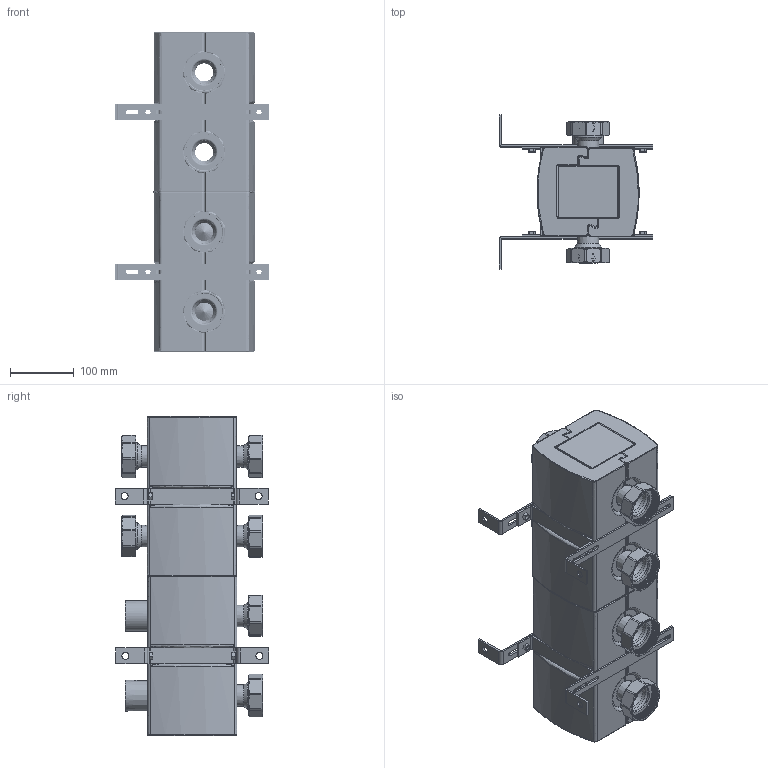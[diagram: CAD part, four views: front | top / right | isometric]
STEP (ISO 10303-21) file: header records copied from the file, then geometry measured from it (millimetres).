
FILE_DESCRIPTION(/* description */ ('Manifolder DN25 2+1 Schweißkonstruktion ohne Laserung'),/* implementation_level */ '2;1');
FILE_NAME(/* name */ 'DIXS.2.036.070.005_76.stp',/* time_stamp */ '2019-06-27T10:48:13+02:00',/* author */ ('F.Mueller'),/* organization */ (''),/* preprocessor_version */ 'ST-DEVELOPER v17',/* originating_system */ 'Autodesk Inventor 2019',/* authorisation */ '');
FILE_SCHEMA (('AUTOMOTIVE_DESIGN { 1 0 10303 214 3 1 1 }'));
Length unit declared in the file: millimetre
Products named in the file (20): DIXS.2.036.070.005_76; DI.2.036.070.005_10; DIXS.2.036.070.005_14; DIXS.2.036.070.005_14_1; DI.2.036.070.005_3; DI.2.036.070.005_59; DI.2.036.070.005_59_1; DI.2.036.070.005_79; DI.2.036.070.005_81; DIXS.2.036.070.005_15; DIXS.2.036.070.005_15_1; DI.2.036.070.005_2; DI.2.036.070.005_59_2; DI.1.002.050.022; DIX.2.041.036.002_3; DI.2.041.036.002_1; DI.2.041.036.002_2; DI.2.036.070.005_53; DI.2.036.070.005_52; DI.1.009.032.055
Assembly tree (42 placements, depth 3):
  DIXS.2.036.070.005_76
    DI.2.036.070.005_59  x2
    DI.2.036.070.005_10  x2
    DIXS.2.036.070.005_14
      DIXS.2.036.070.005_14_1
      DI.2.036.070.005_3
      DI.2.036.070.005_59_2
      DI.2.036.070.005_59
      DI.1.002.050.022  x2
      DI.2.036.070.005_59_1
      DI.2.036.070.005_81  x2
      DI.2.036.070.005_79
    DIXS.2.036.070.005_15
      DIXS.2.036.070.005_15_1
      DI.2.036.070.005_2
      DI.2.036.070.005_59_2  x2
      DI.1.002.050.022  x2
    DI.1.002.050.022  x2
    DI.2.036.070.005_52  x4
    DI.2.036.070.005_53  x2
    DIX.2.041.036.002_3  x2
      DI.2.041.036.002_1
      DI.2.041.036.002_2
    DI.1.009.032.055  x6
Bounding box: 240 x 241 x 500 mm (x, y, z)
Volume: 8120273.3 mm3; surface area: 1360604.3 mm2
Topology: 48 solids, 48 shells, 3108 faces, 7256 edges, 4154 vertices
Faces by surface type: cylinder 1172, plane 644, bspline 512, torus 318, sphere 276, cone 186
Full cylindrical faces by diameter (mm): 8 x8, 11 x4, 33.7 x2, 34.4 x12, 41.8 x1, 44 x6, 48.3 x1, 51.3 x2, 53 x6, 55 x6, 57 x36
Entity records: 34277 total; most frequent: CARTESIAN_POINT 13361, DIRECTION 4434, ORIENTED_EDGE 4118, EDGE_CURVE 2059, AXIS2_PLACEMENT_3D 1804, VERTEX_POINT 1206, EDGE_LOOP 945, CIRCLE 934
